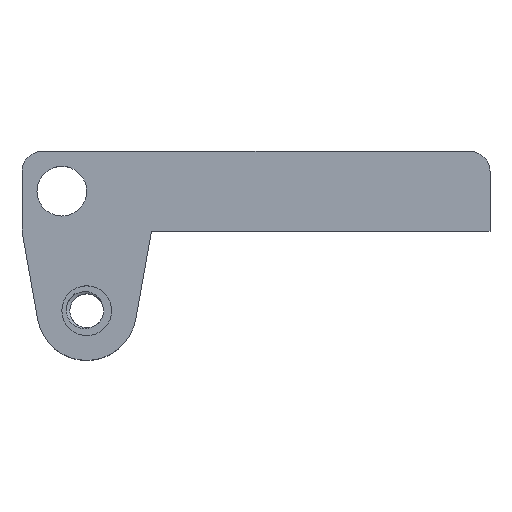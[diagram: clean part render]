
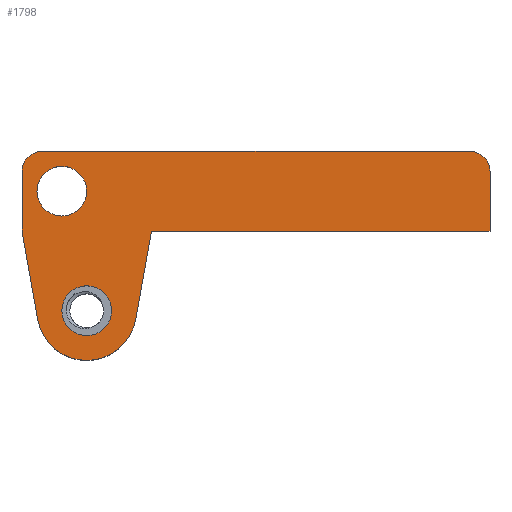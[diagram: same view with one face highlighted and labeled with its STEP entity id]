
A CAD part, top view. The second image highlights one B-rep face of the part: STEP entity #1798.
In plain terms, the highlighted planar face has unit normal (0, 0, 1).
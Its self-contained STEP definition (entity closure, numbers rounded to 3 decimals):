
#23 = CARTESIAN_POINT ( 'NONE',  ( -2.5, 17., 10. ) ) ;
#97 = CARTESIAN_POINT ( 'NONE',  ( 2.5, 5., 10. ) ) ;
#104 = DIRECTION ( 'NONE',  ( 1., 0., 0. ) ) ;
#113 = ORIENTED_EDGE ( 'NONE', *, *, #4368, .T. ) ;
#194 = DIRECTION ( 'NONE',  ( 0., 0., 1. ) ) ;
#205 = CARTESIAN_POINT ( 'NONE',  ( 0., 13., 10. ) ) ;
#344 = AXIS2_PLACEMENT_3D ( 'NONE', #6437, #5432, #104 ) ;
#390 = CARTESIAN_POINT ( 'NONE',  ( -6.5, 0., 10. ) ) ;
#430 = DIRECTION ( 'NONE',  ( 1., 0., 0. ) ) ;
#523 = ORIENTED_EDGE ( 'NONE', *, *, #2617, .F. ) ;
#529 = EDGE_LOOP ( 'NONE', ( #5939, #4387, #2047, #3926, #5801, #3083, #1690, #113, #6485 ) ) ;
#536 = VERTEX_POINT ( 'NONE', #2243 ) ;
#544 = VERTEX_POINT ( 'NONE', #675 ) ;
#600 = EDGE_CURVE ( 'NONE', #3304, #536, #5006, .T. ) ;
#612 = VECTOR ( 'NONE', #5165, 1000. ) ;
#675 = CARTESIAN_POINT ( 'NONE',  ( -4.923, 4.125, 10. ) ) ;
#767 = CARTESIAN_POINT ( 'NONE',  ( -6.5, 13., 10. ) ) ;
#821 = DIRECTION ( 'NONE',  ( 1., 0., 0. ) ) ;
#894 = EDGE_CURVE ( 'NONE', #5100, #5459, #5670, .T. ) ;
#908 = DIRECTION ( 'NONE',  ( 0., -1., 0. ) ) ;
#950 = CARTESIAN_POINT ( 'NONE',  ( -6.5, 19., 10. ) ) ;
#1125 = CARTESIAN_POINT ( 'NONE',  ( -4.5, 19., 10. ) ) ;
#1168 = VERTEX_POINT ( 'NONE', #6365 ) ;
#1317 = EDGE_CURVE ( 'NONE', #3304, #5532, #6328, .T. ) ;
#1373 = FACE_OUTER_BOUND ( 'NONE', #529, .T. ) ;
#1551 = VECTOR ( 'NONE', #2371, 1000. ) ;
#1621 = AXIS2_PLACEMENT_3D ( 'NONE', #4608, #5709, #821 ) ;
#1690 = ORIENTED_EDGE ( 'NONE', *, *, #600, .T. ) ;
#1692 = DIRECTION ( 'NONE',  ( 1., 0., 0. ) ) ;
#1730 = DIRECTION ( 'NONE',  ( 0., 0., 1. ) ) ;
#1798 = ADVANCED_FACE ( 'NONE', ( #6171, #6739, #1373 ), #2986, .T. ) ;
#1900 = VECTOR ( 'NONE', #2895, 1000. ) ;
#1934 = VERTEX_POINT ( 'NONE', #950 ) ;
#2047 = ORIENTED_EDGE ( 'NONE', *, *, #3421, .T. ) ;
#2122 = CARTESIAN_POINT ( 'NONE',  ( 4.062, -0.722, 10. ) ) ;
#2181 = EDGE_CURVE ( 'NONE', #4849, #4665, #5237, .T. ) ;
#2230 = EDGE_CURVE ( 'NONE', #4665, #1934, #5431, .T. ) ;
#2243 = CARTESIAN_POINT ( 'NONE',  ( 40.5, 13., 10. ) ) ;
#2279 = CIRCLE ( 'NONE', #5652, 2.5 ) ;
#2335 = DIRECTION ( 'NONE',  ( 1., 0., 0. ) ) ;
#2359 = CIRCLE ( 'NONE', #4705, 2.5 ) ;
#2362 = EDGE_LOOP ( 'NONE', ( #5495, #2690 ) ) ;
#2371 = DIRECTION ( 'NONE',  ( 1., 0., 0. ) ) ;
#2399 = AXIS2_PLACEMENT_3D ( 'NONE', #1125, #5915, #6948 ) ;
#2419 = CARTESIAN_POINT ( 'NONE',  ( -4.5, 21., 10. ) ) ;
#2617 = EDGE_CURVE ( 'NONE', #5459, #5100, #6174, .T. ) ;
#2690 = ORIENTED_EDGE ( 'NONE', *, *, #5662, .F. ) ;
#2796 = CARTESIAN_POINT ( 'NONE',  ( 40.5, 0., 10. ) ) ;
#2821 = CARTESIAN_POINT ( 'NONE',  ( 0., 5., 10. ) ) ;
#2855 = CARTESIAN_POINT ( 'NONE',  ( 0., 17., 10. ) ) ;
#2895 = DIRECTION ( 'NONE',  ( 0., 1., 0. ) ) ;
#2922 = VERTEX_POINT ( 'NONE', #767 ) ;
#2929 = LINE ( 'NONE', #2796, #1900 ) ;
#2986 = PLANE ( 'NONE',  #6691 ) ;
#3016 = CARTESIAN_POINT ( 'NONE',  ( 0., 21., 10. ) ) ;
#3083 = ORIENTED_EDGE ( 'NONE', *, *, #1317, .F. ) ;
#3086 = DIRECTION ( 'NONE',  ( 0., 0., 1. ) ) ;
#3103 = DIRECTION ( 'NONE',  ( -0.175, -0.985, 0. ) ) ;
#3304 = VERTEX_POINT ( 'NONE', #4649 ) ;
#3397 = CARTESIAN_POINT ( 'NONE',  ( -2.5, 17., 10. ) ) ;
#3421 = EDGE_CURVE ( 'NONE', #1934, #2922, #4631, .T. ) ;
#3761 = CARTESIAN_POINT ( 'NONE',  ( -5., 17., 10. ) ) ;
#3870 = CARTESIAN_POINT ( 'NONE',  ( 0., 5., 10. ) ) ;
#3873 = VECTOR ( 'NONE', #4632, 1000. ) ;
#3926 = ORIENTED_EDGE ( 'NONE', *, *, #4072, .T. ) ;
#3975 = VECTOR ( 'NONE', #3103, 1000. ) ;
#4009 = CARTESIAN_POINT ( 'NONE',  ( 4.923, 4.125, 10. ) ) ;
#4054 = VERTEX_POINT ( 'NONE', #2855 ) ;
#4072 = EDGE_CURVE ( 'NONE', #2922, #544, #6201, .T. ) ;
#4103 = CARTESIAN_POINT ( 'NONE',  ( -4.062, -0.722, 10. ) ) ;
#4167 = EDGE_LOOP ( 'NONE', ( #5591, #523 ) ) ;
#4183 = CARTESIAN_POINT ( 'NONE',  ( -2.5, 5., 10. ) ) ;
#4319 = EDGE_CURVE ( 'NONE', #544, #5532, #4816, .T. ) ;
#4368 = EDGE_CURVE ( 'NONE', #536, #1168, #2929, .T. ) ;
#4387 = ORIENTED_EDGE ( 'NONE', *, *, #2230, .T. ) ;
#4490 = DIRECTION ( 'NONE',  ( 0., 0., 1. ) ) ;
#4608 = CARTESIAN_POINT ( 'NONE',  ( 0., 5., 10. ) ) ;
#4631 = LINE ( 'NONE', #390, #6127 ) ;
#4632 = DIRECTION ( 'NONE',  ( 0.175, -0.985, 0. ) ) ;
#4649 = CARTESIAN_POINT ( 'NONE',  ( 6.5, 13., 10. ) ) ;
#4665 = VERTEX_POINT ( 'NONE', #2419 ) ;
#4705 = AXIS2_PLACEMENT_3D ( 'NONE', #3397, #4490, #6657 ) ;
#4816 = CIRCLE ( 'NONE', #6408, 5. ) ;
#4849 = VERTEX_POINT ( 'NONE', #5684 ) ;
#5006 = LINE ( 'NONE', #205, #1551 ) ;
#5100 = VERTEX_POINT ( 'NONE', #97 ) ;
#5148 = EDGE_CURVE ( 'NONE', #5190, #4054, #2279, .T. ) ;
#5165 = DIRECTION ( 'NONE',  ( -1., 0., 0. ) ) ;
#5190 = VERTEX_POINT ( 'NONE', #3761 ) ;
#5237 = LINE ( 'NONE', #3016, #612 ) ;
#5431 = CIRCLE ( 'NONE', #2399, 2. ) ;
#5432 = DIRECTION ( 'NONE',  ( 0., 0., 1. ) ) ;
#5459 = VERTEX_POINT ( 'NONE', #4183 ) ;
#5495 = ORIENTED_EDGE ( 'NONE', *, *, #5148, .F. ) ;
#5532 = VERTEX_POINT ( 'NONE', #4009 ) ;
#5567 = DIRECTION ( 'NONE',  ( 1., 0., 0. ) ) ;
#5591 = ORIENTED_EDGE ( 'NONE', *, *, #894, .F. ) ;
#5652 = AXIS2_PLACEMENT_3D ( 'NONE', #23, #1730, #1692 ) ;
#5662 = EDGE_CURVE ( 'NONE', #4054, #5190, #2359, .T. ) ;
#5670 = CIRCLE ( 'NONE', #1621, 2.5 ) ;
#5684 = CARTESIAN_POINT ( 'NONE',  ( 38.5, 21., 10. ) ) ;
#5709 = DIRECTION ( 'NONE',  ( 0., 0., 1. ) ) ;
#5801 = ORIENTED_EDGE ( 'NONE', *, *, #4319, .T. ) ;
#5836 = AXIS2_PLACEMENT_3D ( 'NONE', #2821, #194, #5567 ) ;
#5915 = DIRECTION ( 'NONE',  ( 0., 0., 1. ) ) ;
#5939 = ORIENTED_EDGE ( 'NONE', *, *, #2181, .T. ) ;
#6107 = DIRECTION ( 'NONE',  ( 0., 0., 1. ) ) ;
#6127 = VECTOR ( 'NONE', #908, 1000. ) ;
#6171 = FACE_BOUND ( 'NONE', #4167, .T. ) ;
#6174 = CIRCLE ( 'NONE', #5836, 2.5 ) ;
#6201 = LINE ( 'NONE', #4103, #3873 ) ;
#6328 = LINE ( 'NONE', #2122, #3975 ) ;
#6365 = CARTESIAN_POINT ( 'NONE',  ( 40.5, 19., 10. ) ) ;
#6408 = AXIS2_PLACEMENT_3D ( 'NONE', #3870, #6107, #2335 ) ;
#6437 = CARTESIAN_POINT ( 'NONE',  ( 38.5, 19., 10. ) ) ;
#6485 = ORIENTED_EDGE ( 'NONE', *, *, #6763, .T. ) ;
#6645 = CIRCLE ( 'NONE', #344, 2. ) ;
#6657 = DIRECTION ( 'NONE',  ( 1., 0., 0. ) ) ;
#6691 = AXIS2_PLACEMENT_3D ( 'NONE', #6881, #3086, #430 ) ;
#6739 = FACE_BOUND ( 'NONE', #2362, .T. ) ;
#6763 = EDGE_CURVE ( 'NONE', #1168, #4849, #6645, .T. ) ;
#6881 = CARTESIAN_POINT ( 'NONE',  ( 0., 0., 10. ) ) ;
#6948 = DIRECTION ( 'NONE',  ( 1., 0., 0. ) ) ;
